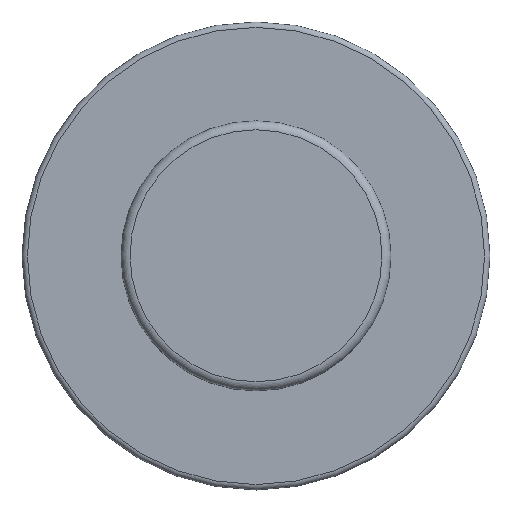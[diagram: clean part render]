
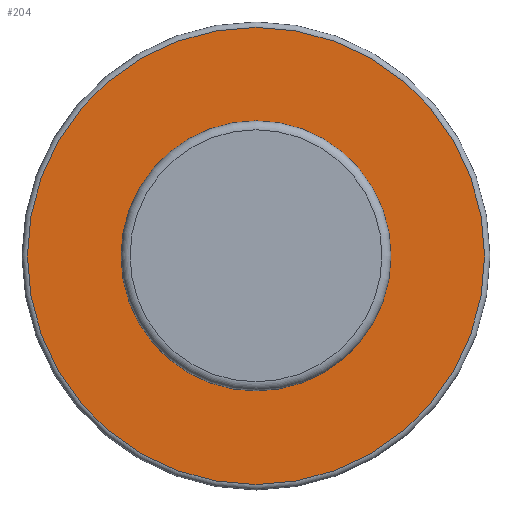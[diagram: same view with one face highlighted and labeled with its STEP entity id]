
A CAD part, top view. The second image highlights one B-rep face of the part: STEP entity #204.
In plain terms, the highlighted planar face has unit normal (0, 0, 1).
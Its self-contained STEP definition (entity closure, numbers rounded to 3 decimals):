
#22=FACE_BOUND('',#61,.T.);
#28=PLANE('',#251);
#42=FACE_OUTER_BOUND('',#60,.T.);
#60=EDGE_LOOP('',(#179));
#61=EDGE_LOOP('',(#180));
#81=CIRCLE('',#229,44.45);
#92=CIRCLE('',#247,26.25);
#99=VERTEX_POINT('',#344);
#108=VERTEX_POINT('',#373);
#117=EDGE_CURVE('',#99,#99,#81,.T.);
#131=EDGE_CURVE('',#108,#108,#92,.T.);
#179=ORIENTED_EDGE('',*,*,#117,.F.);
#180=ORIENTED_EDGE('',*,*,#131,.F.);
#204=ADVANCED_FACE('',(#42,#22),#28,.T.);
#229=AXIS2_PLACEMENT_3D('',#345,#275,#276);
#247=AXIS2_PLACEMENT_3D('',#375,#314,#315);
#251=AXIS2_PLACEMENT_3D('',#382,#323,#324);
#275=DIRECTION('center_axis',(0.,0.,-1.));
#276=DIRECTION('ref_axis',(-1.,0.,0.));
#314=DIRECTION('center_axis',(0.,0.,1.));
#315=DIRECTION('ref_axis',(1.,0.,0.));
#323=DIRECTION('center_axis',(0.,0.,1.));
#324=DIRECTION('ref_axis',(1.,0.,0.));
#344=CARTESIAN_POINT('',(9.6,200.,37.5));
#345=CARTESIAN_POINT('Origin',(54.05,200.,37.5));
#373=CARTESIAN_POINT('',(27.8,200.,37.5));
#375=CARTESIAN_POINT('Origin',(54.05,200.,37.5));
#382=CARTESIAN_POINT('Origin',(80.3,200.,37.5));
